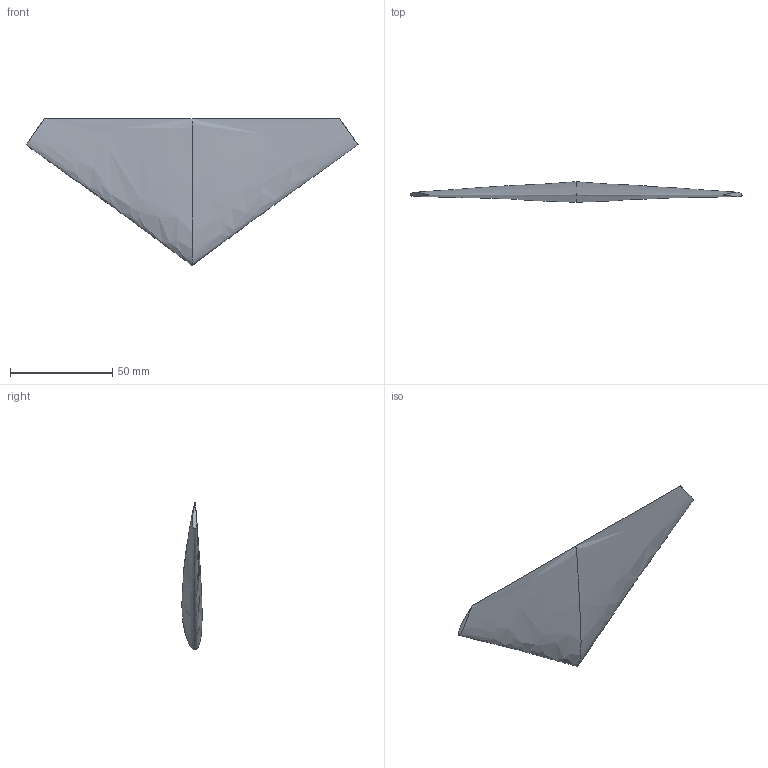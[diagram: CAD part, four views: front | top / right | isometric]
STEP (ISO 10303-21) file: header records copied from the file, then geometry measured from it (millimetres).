
FILE_DESCRIPTION(/* description */ (''),/* implementation_level */ '2;1');
FILE_NAME(/* name */ 'delta wing .step',/* time_stamp */ '2023-02-24T19:29:14+05:30',/* author */ (''),/* organization */ (''),/* preprocessor_version */ 'ST-DEVELOPER v19.2',/* originating_system */ 'Autodesk Translation Framework v11.17.0.187',/* authorisation */ '');
FILE_SCHEMA (('AUTOMOTIVE_DESIGN { 1 0 10303 214 3 1 1 }'));
Length unit declared in the file: millimetre
Products named in the file (1): delta wing raj upgraded (1)
Bounding box: 162.45 x 10.01 x 71.94 mm (x, y, z)
Volume: 30807 mm3; surface area: 13965.9 mm2
Topology: 1 solids, 1 shells, 4 faces, 5 edges, 3 vertices
Faces by surface type: plane 2, bspline 2
Entity records: 1606 total; most frequent: CARTESIAN_POINT 1514, ORIENTED_EDGE 10, DIRECTION 6, B_SPLINE_CURVE_WITH_KNOTS 5, EDGE_CURVE 5, FACE_OUTER_BOUND 4, EDGE_LOOP 4, ADVANCED_FACE 4
